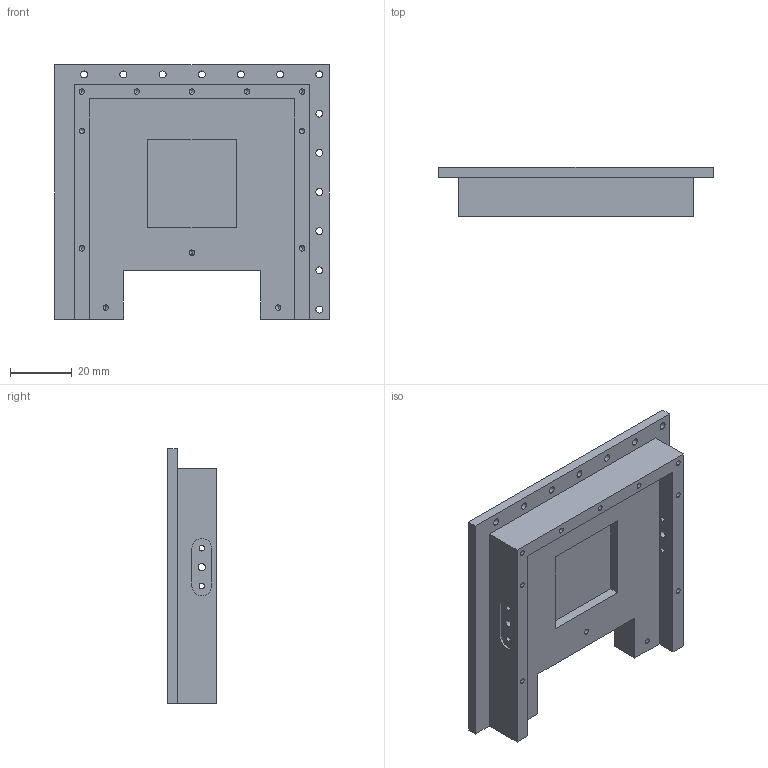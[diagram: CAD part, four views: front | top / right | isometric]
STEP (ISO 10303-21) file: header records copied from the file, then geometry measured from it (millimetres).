
FILE_DESCRIPTION (( 'STEP AP214' ), '1' );
FILE_NAME ('simplified_housing_v0.STEP', '2022-10-07T06:50:11', ( '' ), ( '' ), 'SwSTEP 2.0', 'SolidWorks 2021', '' );
FILE_SCHEMA (( 'AUTOMOTIVE_DESIGN' ));
Length unit declared in the file: millimetre
Products named in the file (1): simplified_housing_v0
Bounding box: 88.93 x 15.88 x 82.55 mm (x, y, z)
Volume: 56861.5 mm3; surface area: 20721.4 mm2
Topology: 1 solids, 1 shells, 137 faces, 364 edges, 216 vertices
Faces by surface type: cylinder 76, cone 32, plane 29
Entity records: 4160 total; most frequent: DIRECTION 760, CARTESIAN_POINT 686, ORIENTED_EDGE 664, EDGE_CURVE 332, AXIS2_PLACEMENT_3D 290, VERTEX_POINT 216, EDGE_LOOP 194, VECTOR 180
